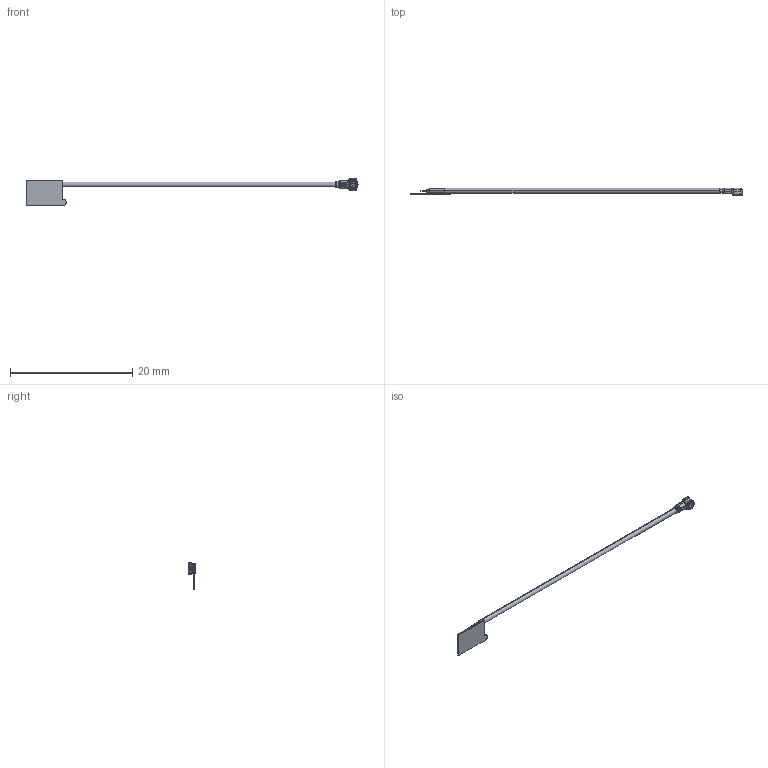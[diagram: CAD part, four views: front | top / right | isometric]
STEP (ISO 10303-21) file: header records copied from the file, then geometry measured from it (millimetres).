
FILE_DESCRIPTION (( 'STEP AP214' ), '1' );
FILE_NAME ('FXP75.04.0045B_Web.STEP', '2020-01-03T01:42:41', ( '' ), ( '' ), 'SwSTEP 2.0', 'SolidWorks 2017', '' );
FILE_SCHEMA (( 'AUTOMOTIVE_DESIGN' ));
Length unit declared in the file: millimetre
Products named in the file (1): FXP75.04.0045B_Web
Bounding box: 54.37 x 1.2 x 4.45 mm (x, y, z)
Surface area: 226.6 mm2 (no closed solid volume)
Topology: 0 solids, 22 shells, 260 faces, 1084 edges, 829 vertices
Faces by surface type: plane 151, cylinder 54, bspline 29, cone 26
Entity records: 16488 total; most frequent: CARTESIAN_POINT 5311, ORIENTED_EDGE 1637, DIRECTION 1474, EDGE_CURVE 1082, VERTEX_POINT 829, VECTOR 708, LINE 708, AXIS2_PLACEMENT_3D 383
